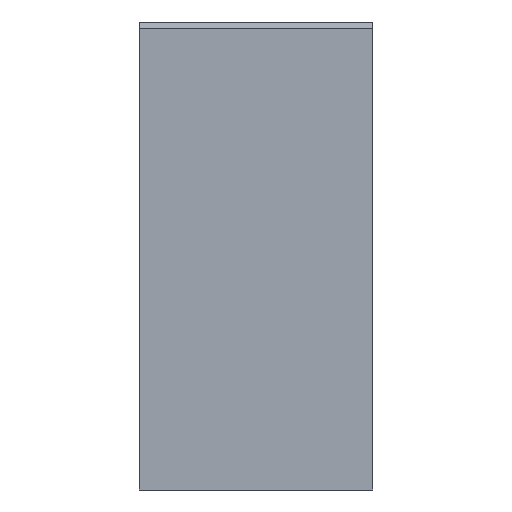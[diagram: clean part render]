
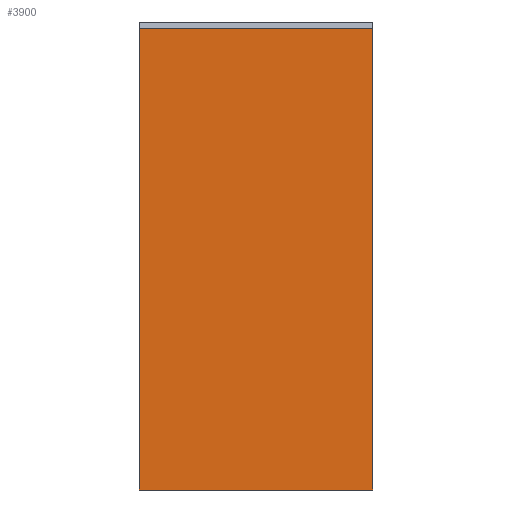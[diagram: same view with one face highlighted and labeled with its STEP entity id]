
A CAD part, left-side view. The second image highlights one B-rep face of the part: STEP entity #3900.
In plain terms, the highlighted planar face has unit normal (-1, 0, 0).
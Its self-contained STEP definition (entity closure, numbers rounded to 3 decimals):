
#122 = VECTOR ( 'NONE', #723, 1000. ) ;
#128 = VERTEX_POINT ( 'NONE', #4206 ) ;
#224 = EDGE_CURVE ( 'NONE', #3615, #1631, #1591, .T. ) ;
#362 = FACE_OUTER_BOUND ( 'NONE', #4179, .T. ) ;
#468 = DIRECTION ( 'NONE',  ( 0., -1., 0. ) ) ;
#723 = DIRECTION ( 'NONE',  ( 0., 0., -1. ) ) ;
#821 = ORIENTED_EDGE ( 'NONE', *, *, #3990, .T. ) ;
#951 = DIRECTION ( 'NONE',  ( 0., -1., 0. ) ) ;
#961 = VERTEX_POINT ( 'NONE', #1370 ) ;
#1081 = EDGE_CURVE ( 'NONE', #128, #961, #3533, .T. ) ;
#1366 = CARTESIAN_POINT ( 'NONE',  ( -12.5, -12.5, 49.32 ) ) ;
#1370 = CARTESIAN_POINT ( 'NONE',  ( -12.5, 12.5, 0. ) ) ;
#1378 = AXIS2_PLACEMENT_3D ( 'NONE', #3122, #2359, #3096 ) ;
#1509 = CARTESIAN_POINT ( 'NONE',  ( -12.5, -12.5, 0. ) ) ;
#1541 = VECTOR ( 'NONE', #468, 1000. ) ;
#1591 = LINE ( 'NONE', #1615, #3447 ) ;
#1615 = CARTESIAN_POINT ( 'NONE',  ( -12.5, -12.5, 49.32 ) ) ;
#1631 = VERTEX_POINT ( 'NONE', #1509 ) ;
#1752 = EDGE_CURVE ( 'NONE', #128, #3615, #4176, .T. ) ;
#1972 = DIRECTION ( 'NONE',  ( 0., 0., -1. ) ) ;
#2029 = LINE ( 'NONE', #3636, #1541 ) ;
#2303 = PLANE ( 'NONE',  #1378 ) ;
#2359 = DIRECTION ( 'NONE',  ( -1., 0., 0. ) ) ;
#2639 = ORIENTED_EDGE ( 'NONE', *, *, #1081, .T. ) ;
#2860 = VECTOR ( 'NONE', #951, 1000. ) ;
#2962 = ORIENTED_EDGE ( 'NONE', *, *, #1752, .F. ) ;
#3096 = DIRECTION ( 'NONE',  ( 0., 0., 1. ) ) ;
#3122 = CARTESIAN_POINT ( 'NONE',  ( -12.5, 12.5, 49.32 ) ) ;
#3163 = ORIENTED_EDGE ( 'NONE', *, *, #224, .F. ) ;
#3433 = CARTESIAN_POINT ( 'NONE',  ( -12.5, 12.5, 49.32 ) ) ;
#3447 = VECTOR ( 'NONE', #1972, 1000. ) ;
#3533 = LINE ( 'NONE', #3433, #122 ) ;
#3615 = VERTEX_POINT ( 'NONE', #1366 ) ;
#3636 = CARTESIAN_POINT ( 'NONE',  ( -12.5, 12.5, 0. ) ) ;
#3900 = ADVANCED_FACE ( 'NONE', ( #362 ), #2303, .T. ) ;
#3990 = EDGE_CURVE ( 'NONE', #961, #1631, #2029, .T. ) ;
#4176 = LINE ( 'NONE', #4981, #2860 ) ;
#4179 = EDGE_LOOP ( 'NONE', ( #2962, #2639, #821, #3163 ) ) ;
#4206 = CARTESIAN_POINT ( 'NONE',  ( -12.5, 12.5, 49.32 ) ) ;
#4981 = CARTESIAN_POINT ( 'NONE',  ( -12.5, 12.5, 49.32 ) ) ;
